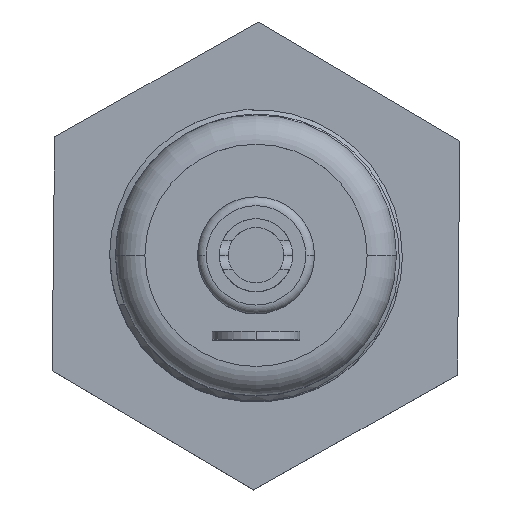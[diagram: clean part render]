
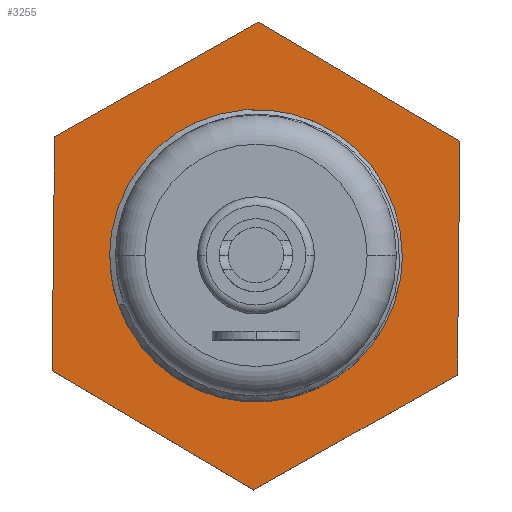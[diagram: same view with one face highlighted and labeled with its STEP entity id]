
A CAD part, top view. The second image highlights one B-rep face of the part: STEP entity #3255.
In plain terms, the highlighted planar face has unit normal (0, 0, 1).
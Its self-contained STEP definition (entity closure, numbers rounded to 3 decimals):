
#4 = DIRECTION ( 'NONE',  ( 0.871, 0.491, 0. ) ) ;
#25 = LINE ( 'NONE', #8352, #7175 ) ;
#63 = VECTOR ( 'NONE', #1910, 1000. ) ;
#222 = AXIS2_PLACEMENT_3D ( 'NONE', #462, #8359, #3728 ) ;
#363 = ORIENTED_EDGE ( 'NONE', *, *, #1232, .T. ) ;
#455 = CARTESIAN_POINT ( 'NONE',  ( 0., 0., 1.5 ) ) ;
#462 = CARTESIAN_POINT ( 'NONE',  ( 0., 0., 1.5 ) ) ;
#485 = DIRECTION ( 'NONE',  ( 1., 0., 0. ) ) ;
#538 = FACE_BOUND ( 'NONE', #7499, .T. ) ;
#604 = DIRECTION ( 'NONE',  ( -0.861, 0.509, 0. ) ) ;
#723 = CARTESIAN_POINT ( 'NONE',  ( -6.97, -3.928, 1.5 ) ) ;
#1114 = EDGE_CURVE ( 'NONE', #7168, #4925, #8014, .T. ) ;
#1116 = ORIENTED_EDGE ( 'NONE', *, *, #1114, .F. ) ;
#1195 = EDGE_CURVE ( 'NONE', #5247, #6401, #6591, .T. ) ;
#1201 = DIRECTION ( 'NONE',  ( 0.01, 1., 0. ) ) ;
#1232 = EDGE_CURVE ( 'NONE', #6401, #3218, #5851, .T. ) ;
#1293 = LINE ( 'NONE', #3960, #1585 ) ;
#1302 = DIRECTION ( 'NONE',  ( 0., 0., 1. ) ) ;
#1585 = VECTOR ( 'NONE', #604, 1000. ) ;
#1870 = ORIENTED_EDGE ( 'NONE', *, *, #4643, .T. ) ;
#1910 = DIRECTION ( 'NONE',  ( 0.861, -0.509, 0. ) ) ;
#2094 = EDGE_LOOP ( 'NONE', ( #2282, #5425, #5109, #363, #1870, #4306 ) ) ;
#2282 = ORIENTED_EDGE ( 'NONE', *, *, #5931, .T. ) ;
#2409 = DIRECTION ( 'NONE',  ( 0., 0., 1. ) ) ;
#2466 = CARTESIAN_POINT ( 'NONE',  ( -0.084, -8., 1.5 ) ) ;
#2503 = CARTESIAN_POINT ( 'NONE',  ( -6.886, 4.072, 1.5 ) ) ;
#2587 = CARTESIAN_POINT ( 'NONE',  ( -6.97, -3.928, 1.5 ) ) ;
#2632 = VECTOR ( 'NONE', #7255, 1000. ) ;
#2634 = CARTESIAN_POINT ( 'NONE',  ( 0.084, 8., 1.5 ) ) ;
#3098 = FACE_OUTER_BOUND ( 'NONE', #2094, .T. ) ;
#3115 = EDGE_CURVE ( 'NONE', #4925, #7168, #3310, .T. ) ;
#3218 = VERTEX_POINT ( 'NONE', #2466 ) ;
#3255 = ADVANCED_FACE ( 'NONE', ( #3098, #538 ), #5206, .T. ) ;
#3310 = CIRCLE ( 'NONE', #222, 4.8 ) ;
#3608 = VECTOR ( 'NONE', #6443, 1000. ) ;
#3728 = DIRECTION ( 'NONE',  ( 1., 0., 0. ) ) ;
#3960 = CARTESIAN_POINT ( 'NONE',  ( 6.97, 3.928, 1.5 ) ) ;
#4144 = CARTESIAN_POINT ( 'NONE',  ( -4.8, 0., 1.5 ) ) ;
#4241 = CARTESIAN_POINT ( 'NONE',  ( 6.97, 3.928, 1.5 ) ) ;
#4271 = CARTESIAN_POINT ( 'NONE',  ( 6.886, -4.072, 1.5 ) ) ;
#4279 = EDGE_CURVE ( 'NONE', #6257, #4445, #25, .T. ) ;
#4306 = ORIENTED_EDGE ( 'NONE', *, *, #4279, .T. ) ;
#4442 = CARTESIAN_POINT ( 'NONE',  ( -0.084, -8., 1.5 ) ) ;
#4445 = VERTEX_POINT ( 'NONE', #4241 ) ;
#4643 = EDGE_CURVE ( 'NONE', #3218, #6257, #7090, .T. ) ;
#4925 = VERTEX_POINT ( 'NONE', #4144 ) ;
#5109 = ORIENTED_EDGE ( 'NONE', *, *, #1195, .T. ) ;
#5155 = CARTESIAN_POINT ( 'NONE',  ( 0., 0., 1.5 ) ) ;
#5206 = PLANE ( 'NONE',  #6949 ) ;
#5247 = VERTEX_POINT ( 'NONE', #6534 ) ;
#5337 = VECTOR ( 'NONE', #4, 1000. ) ;
#5425 = ORIENTED_EDGE ( 'NONE', *, *, #5882, .T. ) ;
#5522 = AXIS2_PLACEMENT_3D ( 'NONE', #455, #2409, #485 ) ;
#5851 = LINE ( 'NONE', #2587, #63 ) ;
#5882 = EDGE_CURVE ( 'NONE', #6065, #5247, #8241, .T. ) ;
#5931 = EDGE_CURVE ( 'NONE', #4445, #6065, #1293, .T. ) ;
#6065 = VERTEX_POINT ( 'NONE', #7315 ) ;
#6257 = VERTEX_POINT ( 'NONE', #4271 ) ;
#6401 = VERTEX_POINT ( 'NONE', #723 ) ;
#6443 = DIRECTION ( 'NONE',  ( -0.01, -1., 0. ) ) ;
#6534 = CARTESIAN_POINT ( 'NONE',  ( -6.886, 4.072, 1.5 ) ) ;
#6591 = LINE ( 'NONE', #2503, #3608 ) ;
#6949 = AXIS2_PLACEMENT_3D ( 'NONE', #5155, #1302, #7836 ) ;
#7090 = LINE ( 'NONE', #4442, #5337 ) ;
#7168 = VERTEX_POINT ( 'NONE', #8457 ) ;
#7175 = VECTOR ( 'NONE', #1201, 1000. ) ;
#7255 = DIRECTION ( 'NONE',  ( -0.871, -0.491, 0. ) ) ;
#7315 = CARTESIAN_POINT ( 'NONE',  ( 0.084, 8., 1.5 ) ) ;
#7499 = EDGE_LOOP ( 'NONE', ( #7590, #1116 ) ) ;
#7590 = ORIENTED_EDGE ( 'NONE', *, *, #3115, .F. ) ;
#7836 = DIRECTION ( 'NONE',  ( 1., 0., 0. ) ) ;
#8014 = CIRCLE ( 'NONE', #5522, 4.8 ) ;
#8241 = LINE ( 'NONE', #2634, #2632 ) ;
#8352 = CARTESIAN_POINT ( 'NONE',  ( 6.886, -4.072, 1.5 ) ) ;
#8359 = DIRECTION ( 'NONE',  ( 0., 0., 1. ) ) ;
#8457 = CARTESIAN_POINT ( 'NONE',  ( 4.8, 0., 1.5 ) ) ;
